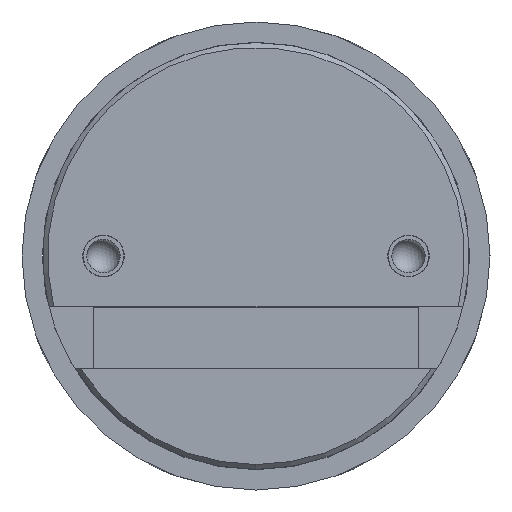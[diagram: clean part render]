
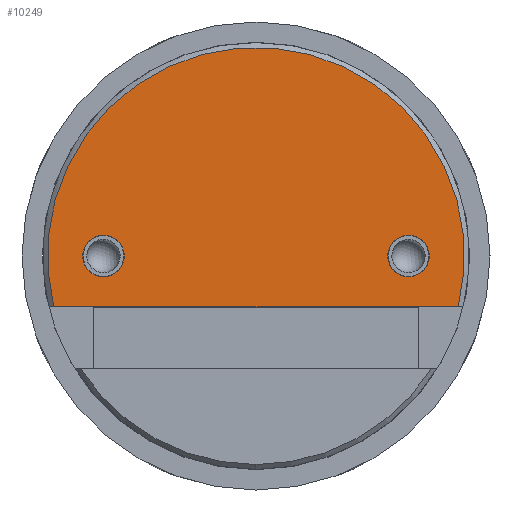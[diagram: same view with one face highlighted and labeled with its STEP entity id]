
A CAD part, left-side view. The second image highlights one B-rep face of the part: STEP entity #10249.
In plain terms, the highlighted planar face has unit normal (-1, 0, 0).
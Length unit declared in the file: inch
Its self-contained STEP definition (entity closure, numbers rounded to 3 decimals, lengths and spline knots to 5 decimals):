
#270 = VERTEX_POINT ( 'NONE', #1668 ) ;
#1091 = CARTESIAN_POINT ( 'NONE',  ( -1.969, -1.24217, -0.313 ) ) ;
#1398 = VECTOR ( 'NONE', #9211, 39.37008 ) ;
#1668 = CARTESIAN_POINT ( 'NONE',  ( -1.969, -0.937, -0.125 ) ) ;
#1769 = DIRECTION ( 'NONE',  ( -1., 0., 0. ) ) ;
#1811 = EDGE_CURVE ( 'NONE', #270, #14073, #8204, .T. ) ;
#1919 = VERTEX_POINT ( 'NONE', #4964 ) ;
#2009 = CARTESIAN_POINT ( 'NONE',  ( -1.969, 0.937, 0.125 ) ) ;
#2081 = AXIS2_PLACEMENT_3D ( 'NONE', #13328, #6384, #14485 ) ;
#2194 = CARTESIAN_POINT ( 'NONE',  ( -1.969, 0., 0. ) ) ;
#2336 = FACE_OUTER_BOUND ( 'NONE', #10043, .T. ) ;
#2773 = PLANE ( 'NONE',  #2848 ) ;
#2824 = VERTEX_POINT ( 'NONE', #1091 ) ;
#2848 = AXIS2_PLACEMENT_3D ( 'NONE', #8645, #1769, #9824 ) ;
#3324 = DIRECTION ( 'NONE',  ( 0., 0., 1. ) ) ;
#3886 = AXIS2_PLACEMENT_3D ( 'NONE', #2194, #10220, #3324 ) ;
#4180 = CARTESIAN_POINT ( 'NONE',  ( -1.969, -0.937, 0.125 ) ) ;
#4964 = CARTESIAN_POINT ( 'NONE',  ( -1.969, 1.24217, -0.313 ) ) ;
#5352 = FACE_BOUND ( 'NONE', #12179, .T. ) ;
#6384 = DIRECTION ( 'NONE',  ( -1., 0., 0. ) ) ;
#6499 = DIRECTION ( 'NONE',  ( -1., 0., 0. ) ) ;
#6652 = CARTESIAN_POINT ( 'NONE',  ( -1.969, -0.937, 0. ) ) ;
#6903 = CARTESIAN_POINT ( 'NONE',  ( -1.969, 1.27309, -0.313 ) ) ;
#6957 = ORIENTED_EDGE ( 'NONE', *, *, #10265, .F. ) ;
#7805 = DIRECTION ( 'NONE',  ( 0., 0., 1. ) ) ;
#7886 = CARTESIAN_POINT ( 'NONE',  ( -1.969, -0.937, 0. ) ) ;
#7901 = ORIENTED_EDGE ( 'NONE', *, *, #13874, .F. ) ;
#8204 = CIRCLE ( 'NONE', #8870, 0.125 ) ;
#8645 = CARTESIAN_POINT ( 'NONE',  ( -1.969, 0., 0. ) ) ;
#8800 = EDGE_CURVE ( 'NONE', #2824, #1919, #9593, .T. ) ;
#8870 = AXIS2_PLACEMENT_3D ( 'NONE', #7886, #14763, #9994 ) ;
#8919 = ORIENTED_EDGE ( 'NONE', *, *, #14653, .F. ) ;
#9211 = DIRECTION ( 'NONE',  ( 0., 1., 0. ) ) ;
#9593 = CIRCLE ( 'NONE', #3886, 1.281 ) ;
#9705 = CIRCLE ( 'NONE', #2081, 0.125 ) ;
#9824 = DIRECTION ( 'NONE',  ( 0., 0., 1. ) ) ;
#9994 = DIRECTION ( 'NONE',  ( 0., 0., 1. ) ) ;
#10028 = AXIS2_PLACEMENT_3D ( 'NONE', #13422, #6499, #14590 ) ;
#10043 = EDGE_LOOP ( 'NONE', ( #7901, #12736 ) ) ;
#10220 = DIRECTION ( 'NONE',  ( -1., 0., 0. ) ) ;
#10249 = ADVANCED_FACE ( 'NONE', ( #2336, #5352, #11157 ), #2773, .T. ) ;
#10265 = EDGE_CURVE ( 'NONE', #10785, #12024, #9705, .T. ) ;
#10728 = AXIS2_PLACEMENT_3D ( 'NONE', #6652, #14745, #7805 ) ;
#10768 = ORIENTED_EDGE ( 'NONE', *, *, #12820, .F. ) ;
#10785 = VERTEX_POINT ( 'NONE', #2009 ) ;
#11011 = CIRCLE ( 'NONE', #10028, 0.125 ) ;
#11157 = FACE_BOUND ( 'NONE', #11591, .T. ) ;
#11591 = EDGE_LOOP ( 'NONE', ( #8919, #13224 ) ) ;
#12024 = VERTEX_POINT ( 'NONE', #14434 ) ;
#12179 = EDGE_LOOP ( 'NONE', ( #6957, #10768 ) ) ;
#12736 = ORIENTED_EDGE ( 'NONE', *, *, #8800, .T. ) ;
#12820 = EDGE_CURVE ( 'NONE', #12024, #10785, #11011, .T. ) ;
#13224 = ORIENTED_EDGE ( 'NONE', *, *, #1811, .F. ) ;
#13318 = LINE ( 'NONE', #6903, #1398 ) ;
#13328 = CARTESIAN_POINT ( 'NONE',  ( -1.969, 0.937, 0. ) ) ;
#13422 = CARTESIAN_POINT ( 'NONE',  ( -1.969, 0.937, 0. ) ) ;
#13874 = EDGE_CURVE ( 'NONE', #2824, #1919, #13318, .T. ) ;
#14073 = VERTEX_POINT ( 'NONE', #4180 ) ;
#14434 = CARTESIAN_POINT ( 'NONE',  ( -1.969, 0.937, -0.125 ) ) ;
#14485 = DIRECTION ( 'NONE',  ( 0., 0., 1. ) ) ;
#14590 = DIRECTION ( 'NONE',  ( 0., 0., 1. ) ) ;
#14653 = EDGE_CURVE ( 'NONE', #14073, #270, #14902, .T. ) ;
#14745 = DIRECTION ( 'NONE',  ( -1., 0., 0. ) ) ;
#14763 = DIRECTION ( 'NONE',  ( -1., 0., 0. ) ) ;
#14902 = CIRCLE ( 'NONE', #10728, 0.125 ) ;
